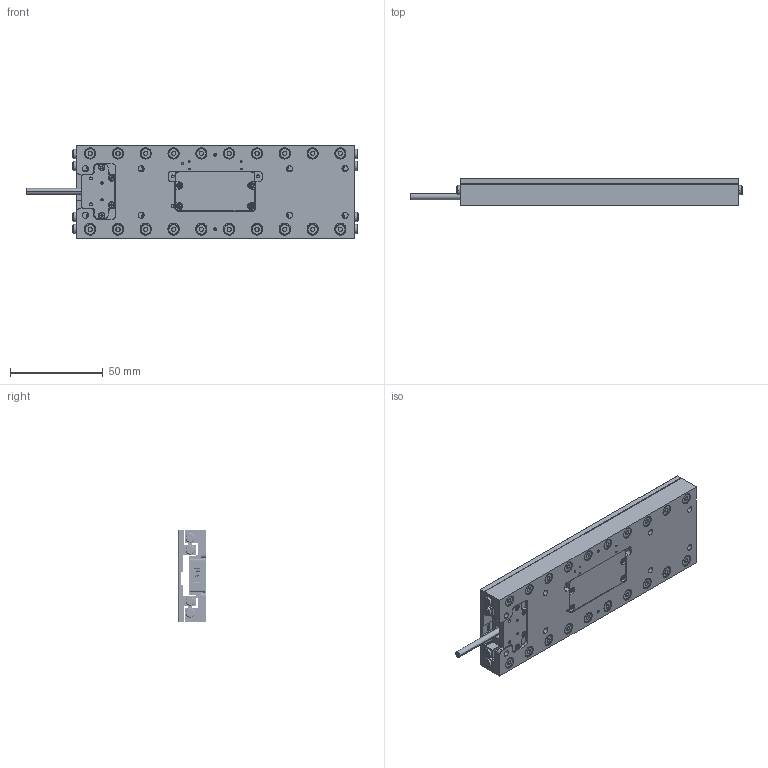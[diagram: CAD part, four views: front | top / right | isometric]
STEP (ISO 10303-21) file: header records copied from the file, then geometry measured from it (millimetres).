
FILE_DESCRIPTION (( 'STEP AP214' ), '1' );
FILE_NAME ('PPS-50-X40XX.STEP', '2025-05-23T23:16:14', ( '' ), ( '' ), 'SwSTEP 2.0', 'SolidWorks 2023', '' );
FILE_SCHEMA (( 'AUTOMOTIVE_DESIGN' ));
Length unit declared in the file: millimetre
Products named in the file (15): PPS-70, PPS-50, Short Stage Cable Clamp_Design 3; 92010A778_Passivated 18-8 Stainless Steel Phillips Flat Head Screw, M1.6x3mm_92010A778; SCREW, MS-PPH, M-JCIS_M2.5 x 0.45 x 6mm; PPS-50LM, Carriage_Master Part_150, Piezo Motor Version ; 431945 Cable Clamp Base with Mountable Tabs; Demo, Motor Place Holder_DEMO; Cage, Slide Way, NB, SV2000_SV 2150-26Z ; SCREW, MS-PPH, M-JCIS_M2 x 0.4 x 6mm; 130325 Bearing, Slide Way, NB, SV2000_SV 2150 ; Cooner Black Cable_L40; Screw, SHCS-L, M-DIN_M3 x 0.5 x 08mm; PPS-50-X40XX; SUBASSEM_Cable Clamp_Design 3-3, OL; PPS-50LM, Base_Master Part_L150; SCREW, MS-PPH, M-JCIS_M2 x 0.4 x 4mm
Assembly tree (63 placements, depth 3):
  PPS-50-X40XX
    PPS-50LM, Base_Master Part_L150
    PPS-50LM, Carriage_Master Part_150, Piezo Motor Version 
    130325 Bearing, Slide Way, NB, SV2000_SV 2150   x4
    Cage, Slide Way, NB, SV2000_SV 2150-26Z   x2
    Screw, SHCS-L, M-DIN_M3 x 0.5 x 08mm  x20
    SCREW, MS-PPH, M-JCIS_M2.5 x 0.45 x 6mm  x20
    Demo, Motor Place Holder_DEMO
    SCREW, MS-PPH, M-JCIS_M2 x 0.4 x 4mm  x4
    SUBASSEM_Cable Clamp_Design 3-3, OL
      431945 Cable Clamp Base with Mountable Tabs
      Cooner Black Cable_L40
      PPS-70, PPS-50, Short Stage Cable Clamp_Design 3
      SCREW, MS-PPH, M-JCIS_M2 x 0.4 x 6mm  x2
    92010A778_Passivated 18-8 Stainless Steel Phillips Flat Head Screw, M1.6x3mm_92010A778  x4
Bounding box: 179.1 x 15 x 50 mm (x, y, z)
Volume: 79038.9 mm3; surface area: 70658.3 mm2
Topology: 75 solids, 75 shells, 2870 faces, 7180 edges, 4560 vertices
Faces by surface type: plane 1353, cylinder 1001, torus 316, cone 164, bspline 36
Entity records: 84685 total; most frequent: CARTESIAN_POINT 52728, DIRECTION 6822, ORIENTED_EDGE 6348, EDGE_CURVE 3174, AXIS2_PLACEMENT_3D 2546, VERTEX_POINT 2077, LINE 1730, VECTOR 1730
